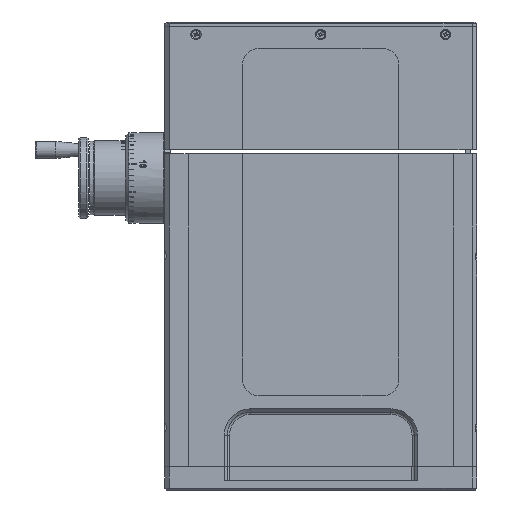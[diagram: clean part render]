
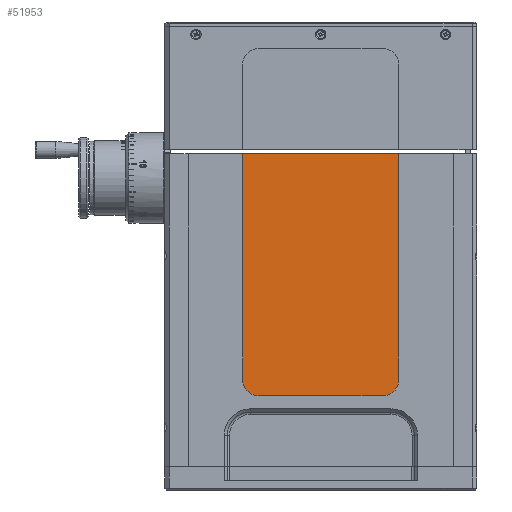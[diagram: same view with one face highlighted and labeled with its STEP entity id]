
A CAD part, left-side view. The second image highlights one B-rep face of the part: STEP entity #51953.
In plain terms, the highlighted planar face has unit normal (-1, 0, 0).
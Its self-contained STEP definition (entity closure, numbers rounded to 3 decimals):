
#3751 = DIRECTION ( 'NONE',  ( 0., 0., -1. ) ) ;
#4412 = CARTESIAN_POINT ( 'NONE',  ( -129., -50., 60.5 ) ) ;
#6785 = ORIENTED_EDGE ( 'NONE', *, *, #10886, .T. ) ;
#10298 = EDGE_LOOP ( 'NONE', ( #55456, #41621, #38701, #6785, #24710, #11059 ) ) ;
#10886 = EDGE_CURVE ( 'NONE', #25702, #59380, #17809, .T. ) ;
#11059 = ORIENTED_EDGE ( 'NONE', *, *, #16637, .T. ) ;
#11799 = VERTEX_POINT ( 'NONE', #39365 ) ;
#12203 = CIRCLE ( 'NONE', #27939, 10. ) ;
#12902 = VERTEX_POINT ( 'NONE', #31205 ) ;
#13104 = CARTESIAN_POINT ( 'NONE',  ( -129., -40., 70.5 ) ) ;
#16637 = EDGE_CURVE ( 'NONE', #56812, #12902, #12203, .T. ) ;
#17809 = LINE ( 'NONE', #45202, #57947 ) ;
#18147 = VECTOR ( 'NONE', #27973, 1000. ) ;
#20791 = EDGE_CURVE ( 'NONE', #59380, #56812, #38533, .T. ) ;
#24710 = ORIENTED_EDGE ( 'NONE', *, *, #20791, .T. ) ;
#25582 = EDGE_CURVE ( 'NONE', #11799, #25702, #53631, .T. ) ;
#25702 = VERTEX_POINT ( 'NONE', #46807 ) ;
#27939 = AXIS2_PLACEMENT_3D ( 'NONE', #53696, #35107, #30006 ) ;
#27973 = DIRECTION ( 'NONE',  ( 0., -1., 0. ) ) ;
#30006 = DIRECTION ( 'NONE',  ( 0., 0., -1. ) ) ;
#31205 = CARTESIAN_POINT ( 'NONE',  ( -129., 40., 60.5 ) ) ;
#31444 = CARTESIAN_POINT ( 'NONE',  ( -129., -40., 60.5 ) ) ;
#35107 = DIRECTION ( 'NONE',  ( -1., 0., 0. ) ) ;
#35632 = VERTEX_POINT ( 'NONE', #31444 ) ;
#37228 = CARTESIAN_POINT ( 'NONE',  ( -129., 50., 215.5 ) ) ;
#38224 = CARTESIAN_POINT ( 'NONE',  ( -129., 50., 70.5 ) ) ;
#38533 = LINE ( 'NONE', #46531, #43796 ) ;
#38701 = ORIENTED_EDGE ( 'NONE', *, *, #25582, .T. ) ;
#39354 = FACE_OUTER_BOUND ( 'NONE', #10298, .T. ) ;
#39365 = CARTESIAN_POINT ( 'NONE',  ( -129., -50., 70.5 ) ) ;
#40257 = DIRECTION ( 'NONE',  ( 0., 0., 1. ) ) ;
#41621 = ORIENTED_EDGE ( 'NONE', *, *, #45389, .T. ) ;
#42952 = VECTOR ( 'NONE', #40257, 1000. ) ;
#43115 = DIRECTION ( 'NONE',  ( 0., 0., -1. ) ) ;
#43796 = VECTOR ( 'NONE', #3751, 1000. ) ;
#44585 = LINE ( 'NONE', #4412, #18147 ) ;
#45202 = CARTESIAN_POINT ( 'NONE',  ( -129., -50., 215.5 ) ) ;
#45389 = EDGE_CURVE ( 'NONE', #35632, #11799, #46324, .T. ) ;
#45571 = AXIS2_PLACEMENT_3D ( 'NONE', #57338, #57144, #43115 ) ;
#46324 = CIRCLE ( 'NONE', #58882, 10. ) ;
#46531 = CARTESIAN_POINT ( 'NONE',  ( -129., 50., 215.5 ) ) ;
#46807 = CARTESIAN_POINT ( 'NONE',  ( -129., -50., 215.5 ) ) ;
#47418 = PLANE ( 'NONE',  #45571 ) ;
#47610 = DIRECTION ( 'NONE',  ( -1., 0., 0. ) ) ;
#51944 = EDGE_CURVE ( 'NONE', #12902, #35632, #44585, .T. ) ;
#51953 = ADVANCED_FACE ( 'NONE', ( #39354 ), #47418, .T. ) ;
#53631 = LINE ( 'NONE', #59506, #42952 ) ;
#53696 = CARTESIAN_POINT ( 'NONE',  ( -129., 40., 70.5 ) ) ;
#55456 = ORIENTED_EDGE ( 'NONE', *, *, #51944, .T. ) ;
#56697 = DIRECTION ( 'NONE',  ( 0., 0., -1. ) ) ;
#56812 = VERTEX_POINT ( 'NONE', #38224 ) ;
#57144 = DIRECTION ( 'NONE',  ( -1., 0., 0. ) ) ;
#57338 = CARTESIAN_POINT ( 'NONE',  ( -129., 0., 149. ) ) ;
#57947 = VECTOR ( 'NONE', #59214, 1000. ) ;
#58882 = AXIS2_PLACEMENT_3D ( 'NONE', #13104, #47610, #56697 ) ;
#59214 = DIRECTION ( 'NONE',  ( 0., 1., 0. ) ) ;
#59380 = VERTEX_POINT ( 'NONE', #37228 ) ;
#59506 = CARTESIAN_POINT ( 'NONE',  ( -129., -50., 215.5 ) ) ;
